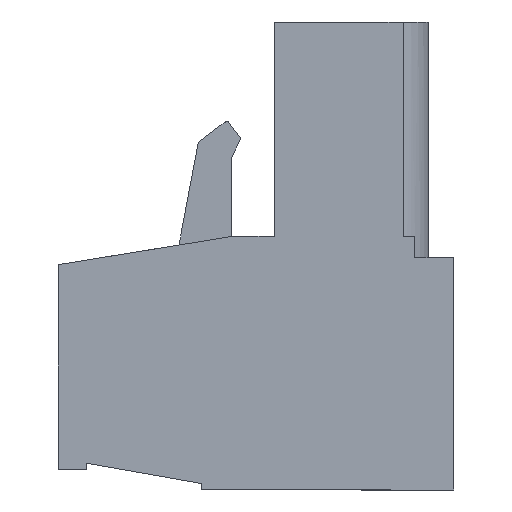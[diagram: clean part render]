
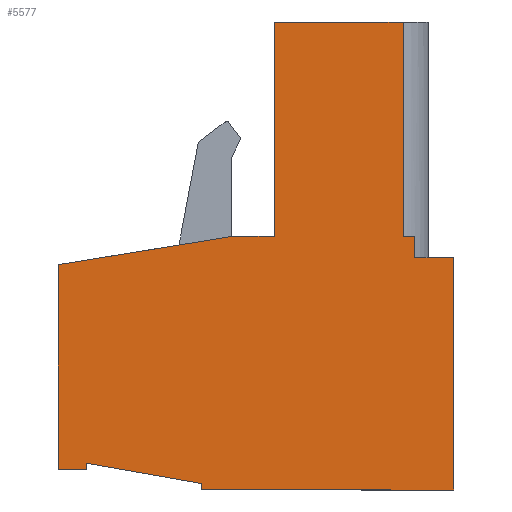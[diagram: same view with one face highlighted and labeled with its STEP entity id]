
A CAD part, left-side view. The second image highlights one B-rep face of the part: STEP entity #5577.
In plain terms, the highlighted planar face has unit normal (-1, 0, 0).
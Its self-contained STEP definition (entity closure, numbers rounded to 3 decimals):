
#202 = ORIENTED_EDGE ( 'NONE', *, *, #6866, .F. ) ;
#354 = VECTOR ( 'NONE', #10875, 1000. ) ;
#685 = ORIENTED_EDGE ( 'NONE', *, *, #7129, .F. ) ;
#827 = DIRECTION ( 'NONE',  ( 0., 0., -1. ) ) ;
#952 = CARTESIAN_POINT ( 'NONE',  ( 0., 14.24, -7.96 ) ) ;
#1014 = EDGE_CURVE ( 'NONE', #5067, #19395, #17777, .T. ) ;
#1036 = EDGE_CURVE ( 'NONE', #14850, #14280, #2816, .T. ) ;
#1117 = CARTESIAN_POINT ( 'NONE',  ( 0., 6.96, 9.15 ) ) ;
#1143 = ORIENTED_EDGE ( 'NONE', *, *, #7701, .F. ) ;
#1211 = DIRECTION ( 'NONE',  ( 0., 0.985, 0.174 ) ) ;
#1332 = LINE ( 'NONE', #14012, #15125 ) ;
#1507 = CARTESIAN_POINT ( 'NONE',  ( 0., 6.96, 9.15 ) ) ;
#1542 = VERTEX_POINT ( 'NONE', #12091 ) ;
#1991 = CARTESIAN_POINT ( 'NONE',  ( 0., 0., -9. ) ) ;
#2028 = LINE ( 'NONE', #12102, #15851 ) ;
#2194 = PLANE ( 'NONE',  #19218 ) ;
#2672 = CARTESIAN_POINT ( 'NONE',  ( 0., 1.96, 9.15 ) ) ;
#2769 = ORIENTED_EDGE ( 'NONE', *, *, #19777, .F. ) ;
#2816 = LINE ( 'NONE', #2672, #11790 ) ;
#3284 = CARTESIAN_POINT ( 'NONE',  ( 0., 14.24, -8.2 ) ) ;
#3386 = VECTOR ( 'NONE', #14477, 1000. ) ;
#3938 = LINE ( 'NONE', #5228, #21987 ) ;
#4002 = DIRECTION ( 'NONE',  ( 1., 0., 0. ) ) ;
#4370 = CARTESIAN_POINT ( 'NONE',  ( 0., 8.49, 0.85 ) ) ;
#4407 = CARTESIAN_POINT ( 'NONE',  ( 0., 1.51, 0.85 ) ) ;
#5067 = VERTEX_POINT ( 'NONE', #16036 ) ;
#5179 = VECTOR ( 'NONE', #1211, 1000. ) ;
#5203 = DIRECTION ( 'NONE',  ( 0., -0.987, 0.16 ) ) ;
#5228 = CARTESIAN_POINT ( 'NONE',  ( 0., 14.24, -8.2 ) ) ;
#5240 = EDGE_CURVE ( 'NONE', #19778, #5741, #10512, .T. ) ;
#5492 = VECTOR ( 'NONE', #827, 1000. ) ;
#5557 = ORIENTED_EDGE ( 'NONE', *, *, #21793, .F. ) ;
#5577 = ADVANCED_FACE ( 'NONE', ( #21239 ), #2194, .F. ) ;
#5684 = CARTESIAN_POINT ( 'NONE',  ( 0., 15.33, -8.2 ) ) ;
#5741 = VERTEX_POINT ( 'NONE', #952 ) ;
#6066 = LINE ( 'NONE', #4407, #15095 ) ;
#6317 = ORIENTED_EDGE ( 'NONE', *, *, #16921, .F. ) ;
#6683 = DIRECTION ( 'NONE',  ( 0., -1., 0. ) ) ;
#6770 = VECTOR ( 'NONE', #12055, 1000. ) ;
#6834 = EDGE_CURVE ( 'NONE', #12867, #7817, #1332, .T. ) ;
#6866 = EDGE_CURVE ( 'NONE', #16786, #14850, #19382, .T. ) ;
#6974 = VERTEX_POINT ( 'NONE', #7233 ) ;
#7129 = EDGE_CURVE ( 'NONE', #14280, #9594, #22736, .T. ) ;
#7233 = CARTESIAN_POINT ( 'NONE',  ( 0., 15.33, -0.26 ) ) ;
#7701 = EDGE_CURVE ( 'NONE', #5741, #12028, #9703, .T. ) ;
#7817 = VERTEX_POINT ( 'NONE', #13738 ) ;
#7992 = ORIENTED_EDGE ( 'NONE', *, *, #1014, .F. ) ;
#8335 = VECTOR ( 'NONE', #14954, 1000. ) ;
#8959 = LINE ( 'NONE', #5684, #18025 ) ;
#9216 = DIRECTION ( 'NONE',  ( 0., 0., 1. ) ) ;
#9326 = LINE ( 'NONE', #15995, #18966 ) ;
#9344 = CARTESIAN_POINT ( 'NONE',  ( 0., 0., 0. ) ) ;
#9594 = VERTEX_POINT ( 'NONE', #11370 ) ;
#9703 = LINE ( 'NONE', #11577, #5492 ) ;
#10007 = CARTESIAN_POINT ( 'NONE',  ( 0., 0., 0. ) ) ;
#10248 = CARTESIAN_POINT ( 'NONE',  ( 0., 9.77, -9. ) ) ;
#10302 = VECTOR ( 'NONE', #20835, 1000. ) ;
#10509 = ORIENTED_EDGE ( 'NONE', *, *, #16850, .F. ) ;
#10512 = LINE ( 'NONE', #13784, #5179 ) ;
#10851 = ORIENTED_EDGE ( 'NONE', *, *, #5240, .F. ) ;
#10855 = LINE ( 'NONE', #10007, #10302 ) ;
#10875 = DIRECTION ( 'NONE',  ( 0., 0., 1. ) ) ;
#10997 = CARTESIAN_POINT ( 'NONE',  ( 0., 1.96, 9.15 ) ) ;
#11370 = CARTESIAN_POINT ( 'NONE',  ( 0., 1.51, 0.85 ) ) ;
#11419 = DIRECTION ( 'NONE',  ( 0., 0., -1. ) ) ;
#11577 = CARTESIAN_POINT ( 'NONE',  ( 0., 14.24, -7.96 ) ) ;
#11790 = VECTOR ( 'NONE', #11419, 1000. ) ;
#12028 = VERTEX_POINT ( 'NONE', #3284 ) ;
#12055 = DIRECTION ( 'NONE',  ( 0., 0., 1. ) ) ;
#12091 = CARTESIAN_POINT ( 'NONE',  ( 0., 1.51, 0. ) ) ;
#12102 = CARTESIAN_POINT ( 'NONE',  ( 0., 1.51, 0. ) ) ;
#12590 = EDGE_CURVE ( 'NONE', #7817, #19778, #16348, .T. ) ;
#12749 = EDGE_CURVE ( 'NONE', #12028, #22349, #3938, .T. ) ;
#12867 = VERTEX_POINT ( 'NONE', #1991 ) ;
#13126 = VERTEX_POINT ( 'NONE', #20903 ) ;
#13738 = CARTESIAN_POINT ( 'NONE',  ( 0., 9.77, -9. ) ) ;
#13784 = CARTESIAN_POINT ( 'NONE',  ( 0., 9.77, -8.75 ) ) ;
#14012 = CARTESIAN_POINT ( 'NONE',  ( 0., 0., -9. ) ) ;
#14280 = VERTEX_POINT ( 'NONE', #14684 ) ;
#14477 = DIRECTION ( 'NONE',  ( 0., -1., 0. ) ) ;
#14684 = CARTESIAN_POINT ( 'NONE',  ( 0., 1.96, 0.85 ) ) ;
#14713 = LINE ( 'NONE', #19975, #354 ) ;
#14850 = VERTEX_POINT ( 'NONE', #10997 ) ;
#14954 = DIRECTION ( 'NONE',  ( 0., -1., 0. ) ) ;
#15095 = VECTOR ( 'NONE', #17032, 1000. ) ;
#15125 = VECTOR ( 'NONE', #23008, 1000. ) ;
#15851 = VECTOR ( 'NONE', #6683, 1000. ) ;
#15995 = CARTESIAN_POINT ( 'NONE',  ( 0., 15.33, -0.26 ) ) ;
#16036 = CARTESIAN_POINT ( 'NONE',  ( 0., 8.49, 0.85 ) ) ;
#16348 = LINE ( 'NONE', #10248, #6770 ) ;
#16612 = DIRECTION ( 'NONE',  ( 0., 0., -1. ) ) ;
#16755 = CARTESIAN_POINT ( 'NONE',  ( 0., 1.96, 0.85 ) ) ;
#16786 = VERTEX_POINT ( 'NONE', #1117 ) ;
#16850 = EDGE_CURVE ( 'NONE', #1542, #13126, #2028, .T. ) ;
#16921 = EDGE_CURVE ( 'NONE', #6974, #5067, #9326, .T. ) ;
#17032 = DIRECTION ( 'NONE',  ( 0., 0., -1. ) ) ;
#17610 = EDGE_CURVE ( 'NONE', #19395, #16786, #14713, .T. ) ;
#17777 = LINE ( 'NONE', #4370, #3386 ) ;
#17904 = ORIENTED_EDGE ( 'NONE', *, *, #1036, .F. ) ;
#18025 = VECTOR ( 'NONE', #9216, 1000. ) ;
#18908 = CARTESIAN_POINT ( 'NONE',  ( 0., 6.96, 0.85 ) ) ;
#18966 = VECTOR ( 'NONE', #5203, 1000. ) ;
#19142 = ORIENTED_EDGE ( 'NONE', *, *, #6834, .F. ) ;
#19218 = AXIS2_PLACEMENT_3D ( 'NONE', #9344, #4002, #16612 ) ;
#19382 = LINE ( 'NONE', #1507, #19934 ) ;
#19395 = VERTEX_POINT ( 'NONE', #18908 ) ;
#19474 = DIRECTION ( 'NONE',  ( 0., -1., 0. ) ) ;
#19663 = DIRECTION ( 'NONE',  ( 0., 1., 0. ) ) ;
#19777 = EDGE_CURVE ( 'NONE', #22349, #6974, #8959, .T. ) ;
#19778 = VERTEX_POINT ( 'NONE', #20126 ) ;
#19934 = VECTOR ( 'NONE', #19474, 1000. ) ;
#19975 = CARTESIAN_POINT ( 'NONE',  ( 0., 6.96, 0.85 ) ) ;
#20101 = EDGE_LOOP ( 'NONE', ( #10509, #22954, #685, #17904, #202, #21213, #7992, #6317, #2769, #20805, #1143, #10851, #23346, #19142, #5557 ) ) ;
#20126 = CARTESIAN_POINT ( 'NONE',  ( 0., 9.77, -8.75 ) ) ;
#20805 = ORIENTED_EDGE ( 'NONE', *, *, #12749, .F. ) ;
#20835 = DIRECTION ( 'NONE',  ( 0., 0., -1. ) ) ;
#20903 = CARTESIAN_POINT ( 'NONE',  ( 0., 0., 0. ) ) ;
#21213 = ORIENTED_EDGE ( 'NONE', *, *, #17610, .F. ) ;
#21239 = FACE_OUTER_BOUND ( 'NONE', #20101, .T. ) ;
#21793 = EDGE_CURVE ( 'NONE', #13126, #12867, #10855, .T. ) ;
#21987 = VECTOR ( 'NONE', #19663, 1000. ) ;
#22205 = EDGE_CURVE ( 'NONE', #9594, #1542, #6066, .T. ) ;
#22349 = VERTEX_POINT ( 'NONE', #22856 ) ;
#22736 = LINE ( 'NONE', #16755, #8335 ) ;
#22856 = CARTESIAN_POINT ( 'NONE',  ( 0., 15.33, -8.2 ) ) ;
#22954 = ORIENTED_EDGE ( 'NONE', *, *, #22205, .F. ) ;
#23008 = DIRECTION ( 'NONE',  ( 0., 1., 0. ) ) ;
#23346 = ORIENTED_EDGE ( 'NONE', *, *, #12590, .F. ) ;
